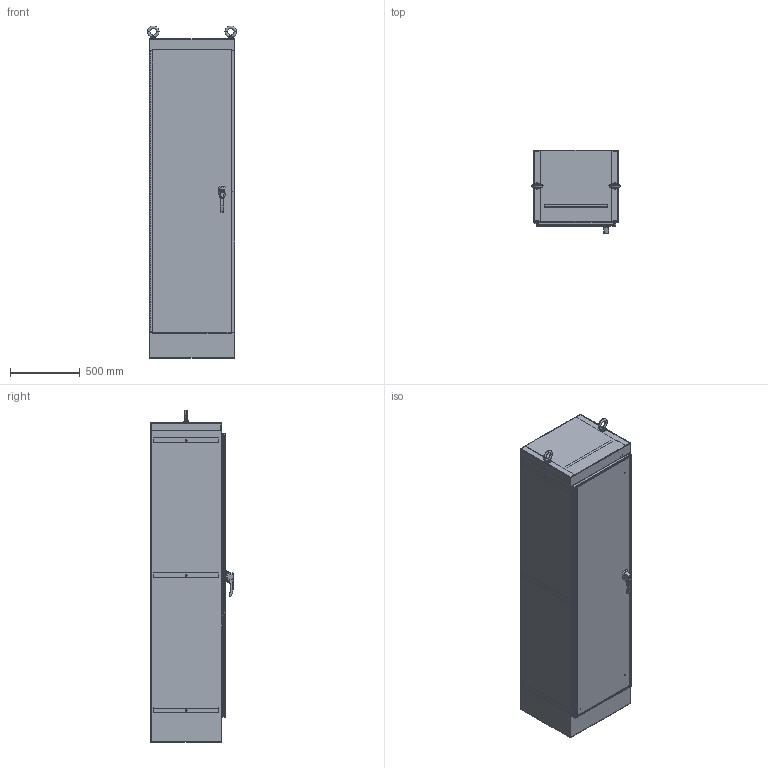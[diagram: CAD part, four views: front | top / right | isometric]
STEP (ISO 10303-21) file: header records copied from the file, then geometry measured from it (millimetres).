
FILE_DESCRIPTION (( 'STEP AP203' ), '1' );
FILE_NAME ('1418YW20_Default.step', '2019-11-03T00:44:05', ( '' ), ( '' ), 'SwSTEP 2.0', 'SolidWorks 2019', '' );
FILE_SCHEMA (( 'CONFIG_CONTROL_DESIGN' ));
Products named in the file (1): 1418YW20_Default
Bounding box: 638.01 x 593.41 x 2380.31 mm (x, y, z)
Volume: 16563204.8 mm3; surface area: 13770169.4 mm2
Topology: 52 solids, 53 shells, 2632 faces, 7196 edges, 4676 vertices
Faces by surface type: cylinder 1343, plane 1124, cone 78, bspline 71, torus 16
Entity records: 95537 total; most frequent: CARTESIAN_POINT 27119, DIRECTION 14701, ORIENTED_EDGE 14364, EDGE_CURVE 7182, AXIS2_PLACEMENT_3D 5343, VERTEX_POINT 4676, VECTOR 4015, LINE 4015
